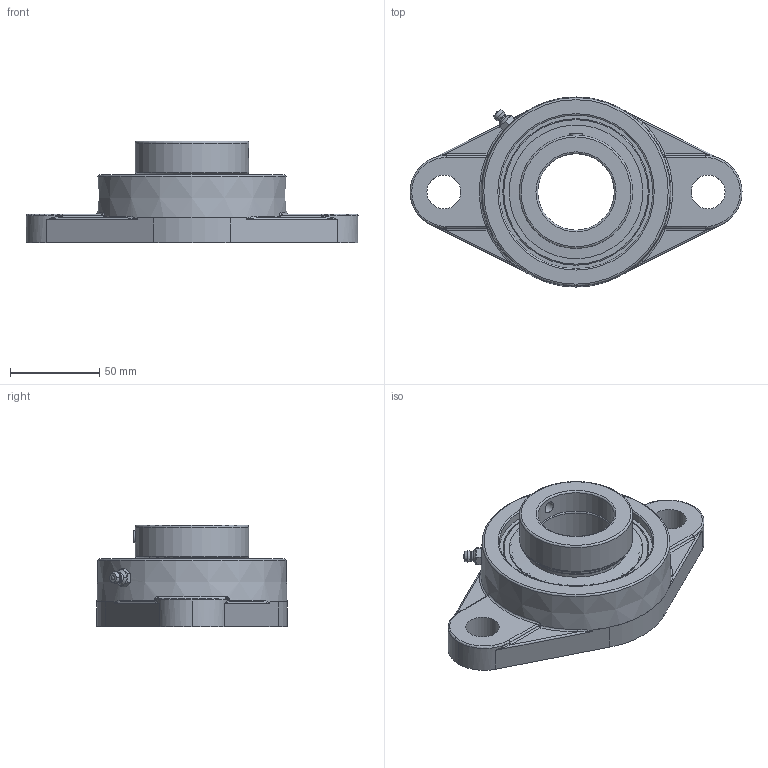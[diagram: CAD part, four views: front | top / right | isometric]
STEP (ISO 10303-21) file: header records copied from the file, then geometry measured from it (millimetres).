
FILE_DESCRIPTION(('HOOPS Exchange Step'),'2;1');
FILE_NAME('export-F58374EF-D907-4A89-9C16-36B6708C53DC.stp','2019-11-07T07:48:57-08:00',('dkerr'),('Alibre'),'HOOPS Exchange 2019.2','Alibre','Unknown authorisation');
FILE_SCHEMA( ('AP242_MANAGED_MODEL_BASED_3D_ENGINEERING_MIM_LF {1 0 10303 442 1 1 4 }') );
Length unit declared in the file: inch
Products named in the file (8): MRN SFL 209; UCP ZERK 6mm; SNC 209-27 COLLAR; SNC 209-27 RACES; SNC 209 SHIELD; SNC 207 SS; MRN SNC 209-27; MRN SNCFL 209-27
Assembly tree (8 placements, depth 3):
  MRN SNCFL 209-27
    MRN SFL 209
    UCP ZERK 6mm
    MRN SNC 209-27
      SNC 209-27 COLLAR
      SNC 209-27 RACES
      SNC 209 SHIELD  x2
      SNC 207 SS
Bounding box: 186 x 106.5 x 56.89 mm (x, y, z)
Volume: 269028.4 mm3; surface area: 88868.6 mm2
Topology: 8 solids, 8 shells, 191 faces, 485 edges, 303 vertices
Faces by surface type: cylinder 57, plane 55, torus 31, cone 19, bspline 16, sphere 13
Full cylindrical faces by diameter (mm): 2.26 x2, 5.994 x1, 6 x1, 6.782 x3, 19 x2, 42.862 x2, 50.292 x2, 57.15 x4, 57.912 x2, 63.5 x1, 71.381 x2, 74.93 x2, 86.104 x1, 88.104 x1
Entity records: 14466 total; most frequent: CARTESIAN_POINT 9801, DIRECTION 997, ORIENTED_EDGE 908, EDGE_CURVE 454, AXIS2_PLACEMENT_3D 431, VERTEX_POINT 289, CIRCLE 239, EDGE_LOOP 211
